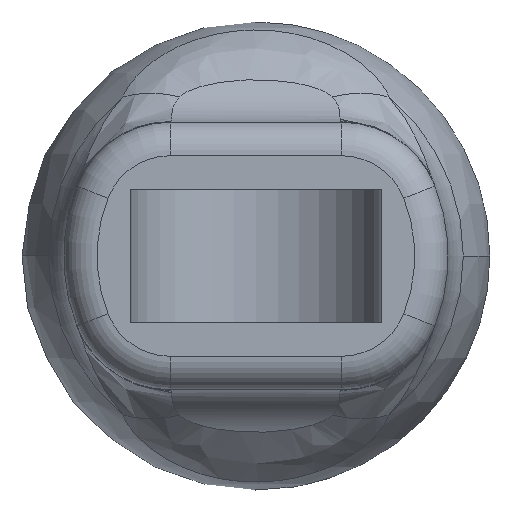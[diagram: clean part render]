
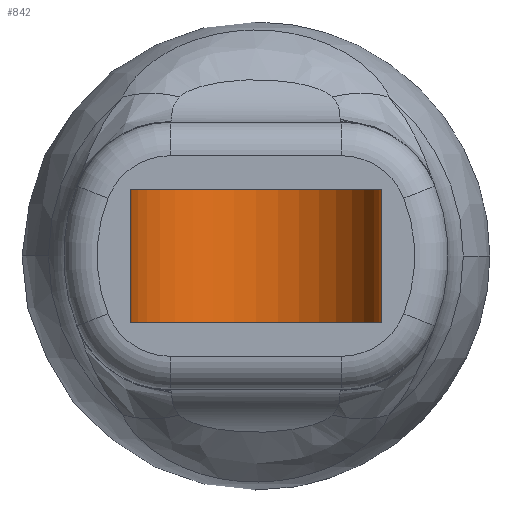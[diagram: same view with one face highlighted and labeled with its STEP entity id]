
A CAD part, front view. The second image highlights one B-rep face of the part: STEP entity #842.
In plain terms, the highlighted cylindrical face has radius 3.75 mm (diameter 7.5 mm), a partial arc.
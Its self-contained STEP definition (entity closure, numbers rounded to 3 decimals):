
#11 = CARTESIAN_POINT ( 'NONE',  ( -3.75, -5.75, -2. ) ) ;
#73 = CARTESIAN_POINT ( 'NONE',  ( 0., -5.75, 2. ) ) ;
#196 = ORIENTED_EDGE ( 'NONE', *, *, #434, .F. ) ;
#256 = CARTESIAN_POINT ( 'NONE',  ( 0., -5.75, -2. ) ) ;
#418 = DIRECTION ( 'NONE',  ( 0., 0., 1. ) ) ;
#427 = VECTOR ( 'NONE', #1322, 1000. ) ;
#434 = EDGE_CURVE ( 'NONE', #817, #786, #1272, .T. ) ;
#511 = EDGE_LOOP ( 'NONE', ( #770, #1465, #196, #974 ) ) ;
#553 = DIRECTION ( 'NONE',  ( 1., 0., 0. ) ) ;
#665 = AXIS2_PLACEMENT_3D ( 'NONE', #73, #1130, #1276 ) ;
#711 = CARTESIAN_POINT ( 'NONE',  ( 3.75, -5.75, -2. ) ) ;
#770 = ORIENTED_EDGE ( 'NONE', *, *, #1569, .T. ) ;
#786 = VERTEX_POINT ( 'NONE', #1846 ) ;
#801 = CARTESIAN_POINT ( 'NONE',  ( -3.75, -5.75, 2. ) ) ;
#817 = VERTEX_POINT ( 'NONE', #711 ) ;
#837 = CARTESIAN_POINT ( 'NONE',  ( 0., -5.75, -2. ) ) ;
#842 = ADVANCED_FACE ( 'NONE', ( #1892 ), #1421, .F. ) ;
#974 = ORIENTED_EDGE ( 'NONE', *, *, #1675, .T. ) ;
#1130 = DIRECTION ( 'NONE',  ( 0., 0., 1. ) ) ;
#1210 = VERTEX_POINT ( 'NONE', #1695 ) ;
#1211 = AXIS2_PLACEMENT_3D ( 'NONE', #837, #1589, #553 ) ;
#1272 = CIRCLE ( 'NONE', #1425, 3.75 ) ;
#1276 = DIRECTION ( 'NONE',  ( 1., 0., 0. ) ) ;
#1297 = VERTEX_POINT ( 'NONE', #801 ) ;
#1303 = DIRECTION ( 'NONE',  ( 1., 0., 0. ) ) ;
#1322 = DIRECTION ( 'NONE',  ( 0., 0., 1. ) ) ;
#1329 = CARTESIAN_POINT ( 'NONE',  ( 3.75, -5.75, -2. ) ) ;
#1357 = DIRECTION ( 'NONE',  ( 0., 0., 1. ) ) ;
#1421 = CYLINDRICAL_SURFACE ( 'NONE', #1211, 3.75 ) ;
#1425 = AXIS2_PLACEMENT_3D ( 'NONE', #256, #418, #1303 ) ;
#1465 = ORIENTED_EDGE ( 'NONE', *, *, #1756, .F. ) ;
#1569 = EDGE_CURVE ( 'NONE', #1210, #1297, #1816, .T. ) ;
#1589 = DIRECTION ( 'NONE',  ( 0., 0., 1. ) ) ;
#1615 = LINE ( 'NONE', #11, #1856 ) ;
#1675 = EDGE_CURVE ( 'NONE', #817, #1210, #1788, .T. ) ;
#1695 = CARTESIAN_POINT ( 'NONE',  ( 3.75, -5.75, 2. ) ) ;
#1756 = EDGE_CURVE ( 'NONE', #786, #1297, #1615, .T. ) ;
#1788 = LINE ( 'NONE', #1329, #427 ) ;
#1816 = CIRCLE ( 'NONE', #665, 3.75 ) ;
#1846 = CARTESIAN_POINT ( 'NONE',  ( -3.75, -5.75, -2. ) ) ;
#1856 = VECTOR ( 'NONE', #1357, 1000. ) ;
#1892 = FACE_OUTER_BOUND ( 'NONE', #511, .T. ) ;
